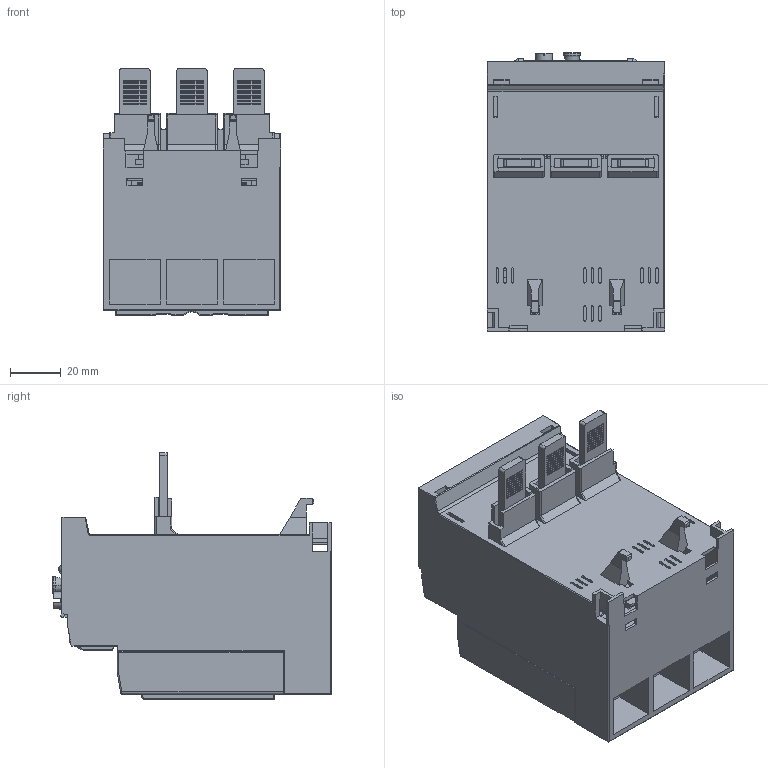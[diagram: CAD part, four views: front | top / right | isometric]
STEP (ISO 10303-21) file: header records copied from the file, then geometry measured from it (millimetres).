
FILE_DESCRIPTION((''),'2;1');
FILE_NAME('TOR_MT95_LUG_SW0001','2021-09-17T',('kyungkul'),(''),'CREO PARAMETRIC BY PTC INC, 2015380','CREO PARAMETRIC BY PTC INC, 2015380','');
FILE_SCHEMA(('CONFIG_CONTROL_DESIGN'));
Products named in the file (1): TOR_MT95_LUG_SW0001
Bounding box: 70.1 x 110 x 97.4 mm (x, y, z)
Surface area: 122736.6 mm2 (no closed solid volume)
Topology: 0 solids, 57 shells, 3012 faces, 13021 edges, 9530 vertices
Faces by surface type: plane 1939, cylinder 712, bspline 105, cone 98, torus 96, sphere 62
Entity records: 148055 total; most frequent: CARTESIAN_POINT 45512, ORIENTED_EDGE 20325, DIRECTION 19362, EDGE_CURVE 12953, VECTOR 10048, LINE 10048, VERTEX_POINT 9531, AXIS2_PLACEMENT_3D 4657
